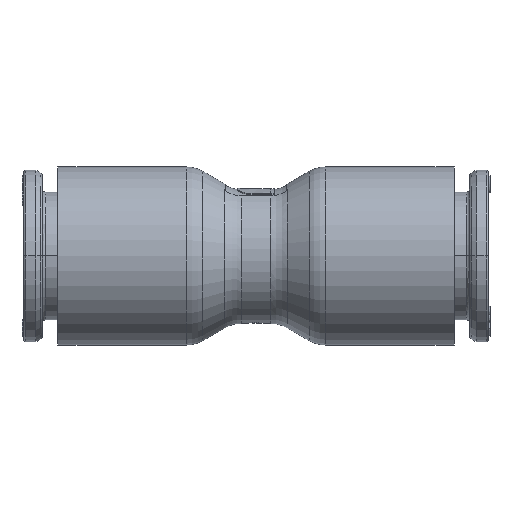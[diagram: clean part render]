
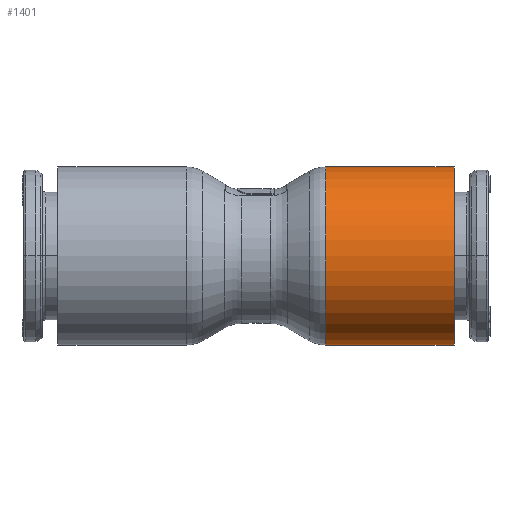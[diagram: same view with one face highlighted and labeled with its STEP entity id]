
A CAD part, top view. The second image highlights one B-rep face of the part: STEP entity #1401.
In plain terms, the highlighted cylindrical face has radius 8.05 mm (diameter 16.1 mm), a partial arc.
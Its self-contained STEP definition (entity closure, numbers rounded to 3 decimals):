
#1401=ADVANCED_FACE('',(#3955),#3956,.T.);
#3955=FACE_OUTER_BOUND('',#11485,.T.);
#3956=CYLINDRICAL_SURFACE('',#11486,8.05);
#11485=EDGE_LOOP('',(#20790,#20791,#20792,#20793));
#11486=AXIS2_PLACEMENT_3D('',#20794,#20795,#20796);
#20790=ORIENTED_EDGE('',*,*,#25126,.T.);
#20791=ORIENTED_EDGE('',*,*,#25127,.F.);
#20792=ORIENTED_EDGE('',*,*,#25128,.F.);
#20793=ORIENTED_EDGE('',*,*,#25129,.T.);
#20794=CARTESIAN_POINT('',(-19.69,0.0,0.0));
#20795=DIRECTION('',(-1.0,-0.0,0.0));
#20796=DIRECTION('',(0.0,-1.0,0.0));
#25126=EDGE_CURVE('',#30444,#30445,#30446,.T.);
#25127=EDGE_CURVE('',#30447,#30445,#30448,.T.);
#25128=EDGE_CURVE('',#30449,#30447,#30450,.T.);
#25129=EDGE_CURVE('',#30449,#30444,#30451,.T.);
#30444=VERTEX_POINT('',#40697);
#30445=VERTEX_POINT('',#40698);
#30446=CIRCLE('',#40699,8.05);
#30447=VERTEX_POINT('',#40700);
#30448=LINE('',#40701,#40702);
#30449=VERTEX_POINT('',#40703);
#30450=CIRCLE('',#40704,8.05);
#30451=LINE('',#40705,#40706);
#40697=CARTESIAN_POINT('',(6.304,8.05,0.0));
#40698=CARTESIAN_POINT('',(6.304,-8.05,0.0));
#40699=AXIS2_PLACEMENT_3D('',#45690,#45691,#45692);
#40700=CARTESIAN_POINT('',(17.9,-8.05,0.0));
#40701=CARTESIAN_POINT('',(17.9,-8.05,0.0));
#40702=VECTOR('',#45693,11.596);
#40703=CARTESIAN_POINT('',(17.9,8.05,0.0));
#40704=AXIS2_PLACEMENT_3D('',#45694,#45695,#45696);
#40705=CARTESIAN_POINT('',(17.9,8.05,0.0));
#40706=VECTOR('',#45697,11.596);
#45690=CARTESIAN_POINT('',(6.304,0.0,0.0));
#45691=DIRECTION('',(1.0,0.0,0.0));
#45692=DIRECTION('',(0.0,1.0,0.0));
#45693=DIRECTION('',(-1.0,0.0,0.0));
#45694=CARTESIAN_POINT('',(17.9,0.0,0.0));
#45695=DIRECTION('',(1.0,0.0,0.0));
#45696=DIRECTION('',(0.0,1.0,0.0));
#45697=DIRECTION('',(-1.0,0.0,0.0));
